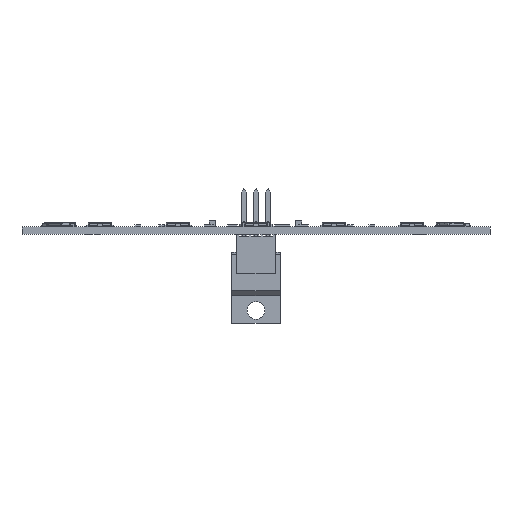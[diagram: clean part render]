
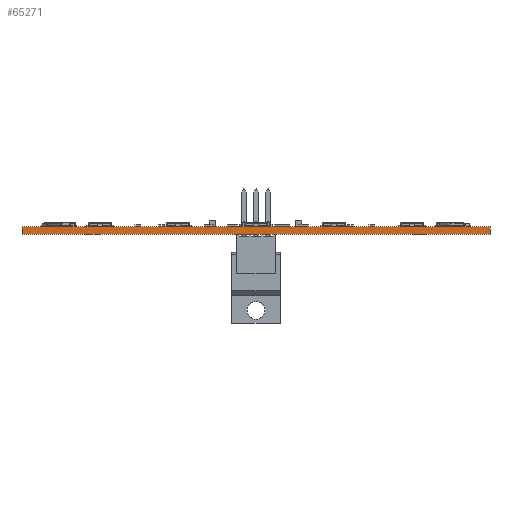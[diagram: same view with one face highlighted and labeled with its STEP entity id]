
A CAD part, front view. The second image highlights one B-rep face of the part: STEP entity #65271.
In plain terms, the highlighted planar face has unit normal (0, -1, 0).
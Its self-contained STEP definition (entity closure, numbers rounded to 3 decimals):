
#65090 = PLANE('',#65091);
#65091 = AXIS2_PLACEMENT_3D('',#65092,#65093,#65094);
#65092 = CARTESIAN_POINT('',(303.,-92.,0.));
#65093 = DIRECTION('',(1.,0.,-0.));
#65094 = DIRECTION('',(0.,-1.,0.));
#65115 = VERTEX_POINT('',#65116);
#65116 = CARTESIAN_POINT('',(303.,-191.,1.6));
#65130 = PLANE('',#65131);
#65131 = AXIS2_PLACEMENT_3D('',#65132,#65133,#65134);
#65132 = CARTESIAN_POINT('',(253.5,-141.5,1.6));
#65133 = DIRECTION('',(-0.,-0.,-1.));
#65134 = DIRECTION('',(-1.,0.,0.));
#65142 = EDGE_CURVE('',#65143,#65115,#65145,.T.);
#65143 = VERTEX_POINT('',#65144);
#65144 = CARTESIAN_POINT('',(303.,-191.,0.));
#65145 = SURFACE_CURVE('',#65146,(#65150,#65157),.PCURVE_S1.);
#65146 = LINE('',#65147,#65148);
#65147 = CARTESIAN_POINT('',(303.,-191.,0.));
#65148 = VECTOR('',#65149,1.);
#65149 = DIRECTION('',(0.,0.,1.));
#65150 = PCURVE('',#65090,#65151);
#65151 = DEFINITIONAL_REPRESENTATION('',(#65152),#65156);
#65152 = LINE('',#65153,#65154);
#65153 = CARTESIAN_POINT('',(99.,0.));
#65154 = VECTOR('',#65155,1.);
#65155 = DIRECTION('',(0.,-1.));
#65156 = ( GEOMETRIC_REPRESENTATION_CONTEXT(2) 
PARAMETRIC_REPRESENTATION_CONTEXT() REPRESENTATION_CONTEXT('2D SPACE',''
  ) );
#65157 = PCURVE('',#65158,#65163);
#65158 = PLANE('',#65159);
#65159 = AXIS2_PLACEMENT_3D('',#65160,#65161,#65162);
#65160 = CARTESIAN_POINT('',(303.,-191.,0.));
#65161 = DIRECTION('',(0.,-1.,0.));
#65162 = DIRECTION('',(-1.,0.,0.));
#65163 = DEFINITIONAL_REPRESENTATION('',(#65164),#65168);
#65164 = LINE('',#65165,#65166);
#65165 = CARTESIAN_POINT('',(0.,-0.));
#65166 = VECTOR('',#65167,1.);
#65167 = DIRECTION('',(0.,-1.));
#65168 = ( GEOMETRIC_REPRESENTATION_CONTEXT(2) 
PARAMETRIC_REPRESENTATION_CONTEXT() REPRESENTATION_CONTEXT('2D SPACE',''
  ) );
#65184 = PLANE('',#65185);
#65185 = AXIS2_PLACEMENT_3D('',#65186,#65187,#65188);
#65186 = CARTESIAN_POINT('',(253.5,-141.5,0.));
#65187 = DIRECTION('',(-0.,-0.,-1.));
#65188 = DIRECTION('',(-1.,0.,0.));
#65217 = PLANE('',#65218);
#65218 = AXIS2_PLACEMENT_3D('',#65219,#65220,#65221);
#65219 = CARTESIAN_POINT('',(204.,-191.,0.));
#65220 = DIRECTION('',(-1.,0.,0.));
#65221 = DIRECTION('',(0.,1.,0.));
#65271 = ADVANCED_FACE('',(#65272),#65158,.T.);
#65272 = FACE_BOUND('',#65273,.T.);
#65273 = EDGE_LOOP('',(#65274,#65275,#65298,#65321));
#65274 = ORIENTED_EDGE('',*,*,#65142,.T.);
#65275 = ORIENTED_EDGE('',*,*,#65276,.T.);
#65276 = EDGE_CURVE('',#65115,#65277,#65279,.T.);
#65277 = VERTEX_POINT('',#65278);
#65278 = CARTESIAN_POINT('',(204.,-191.,1.6));
#65279 = SURFACE_CURVE('',#65280,(#65284,#65291),.PCURVE_S1.);
#65280 = LINE('',#65281,#65282);
#65281 = CARTESIAN_POINT('',(303.,-191.,1.6));
#65282 = VECTOR('',#65283,1.);
#65283 = DIRECTION('',(-1.,0.,0.));
#65284 = PCURVE('',#65158,#65285);
#65285 = DEFINITIONAL_REPRESENTATION('',(#65286),#65290);
#65286 = LINE('',#65287,#65288);
#65287 = CARTESIAN_POINT('',(0.,-1.6));
#65288 = VECTOR('',#65289,1.);
#65289 = DIRECTION('',(1.,0.));
#65290 = ( GEOMETRIC_REPRESENTATION_CONTEXT(2) 
PARAMETRIC_REPRESENTATION_CONTEXT() REPRESENTATION_CONTEXT('2D SPACE',''
  ) );
#65291 = PCURVE('',#65130,#65292);
#65292 = DEFINITIONAL_REPRESENTATION('',(#65293),#65297);
#65293 = LINE('',#65294,#65295);
#65294 = CARTESIAN_POINT('',(-49.5,-49.5));
#65295 = VECTOR('',#65296,1.);
#65296 = DIRECTION('',(1.,0.));
#65297 = ( GEOMETRIC_REPRESENTATION_CONTEXT(2) 
PARAMETRIC_REPRESENTATION_CONTEXT() REPRESENTATION_CONTEXT('2D SPACE',''
  ) );
#65298 = ORIENTED_EDGE('',*,*,#65299,.F.);
#65299 = EDGE_CURVE('',#65300,#65277,#65302,.T.);
#65300 = VERTEX_POINT('',#65301);
#65301 = CARTESIAN_POINT('',(204.,-191.,0.));
#65302 = SURFACE_CURVE('',#65303,(#65307,#65314),.PCURVE_S1.);
#65303 = LINE('',#65304,#65305);
#65304 = CARTESIAN_POINT('',(204.,-191.,0.));
#65305 = VECTOR('',#65306,1.);
#65306 = DIRECTION('',(0.,0.,1.));
#65307 = PCURVE('',#65158,#65308);
#65308 = DEFINITIONAL_REPRESENTATION('',(#65309),#65313);
#65309 = LINE('',#65310,#65311);
#65310 = CARTESIAN_POINT('',(99.,0.));
#65311 = VECTOR('',#65312,1.);
#65312 = DIRECTION('',(0.,-1.));
#65313 = ( GEOMETRIC_REPRESENTATION_CONTEXT(2) 
PARAMETRIC_REPRESENTATION_CONTEXT() REPRESENTATION_CONTEXT('2D SPACE',''
  ) );
#65314 = PCURVE('',#65217,#65315);
#65315 = DEFINITIONAL_REPRESENTATION('',(#65316),#65320);
#65316 = LINE('',#65317,#65318);
#65317 = CARTESIAN_POINT('',(0.,0.));
#65318 = VECTOR('',#65319,1.);
#65319 = DIRECTION('',(0.,-1.));
#65320 = ( GEOMETRIC_REPRESENTATION_CONTEXT(2) 
PARAMETRIC_REPRESENTATION_CONTEXT() REPRESENTATION_CONTEXT('2D SPACE',''
  ) );
#65321 = ORIENTED_EDGE('',*,*,#65322,.F.);
#65322 = EDGE_CURVE('',#65143,#65300,#65323,.T.);
#65323 = SURFACE_CURVE('',#65324,(#65328,#65335),.PCURVE_S1.);
#65324 = LINE('',#65325,#65326);
#65325 = CARTESIAN_POINT('',(303.,-191.,0.));
#65326 = VECTOR('',#65327,1.);
#65327 = DIRECTION('',(-1.,0.,0.));
#65328 = PCURVE('',#65158,#65329);
#65329 = DEFINITIONAL_REPRESENTATION('',(#65330),#65334);
#65330 = LINE('',#65331,#65332);
#65331 = CARTESIAN_POINT('',(0.,-0.));
#65332 = VECTOR('',#65333,1.);
#65333 = DIRECTION('',(1.,0.));
#65334 = ( GEOMETRIC_REPRESENTATION_CONTEXT(2) 
PARAMETRIC_REPRESENTATION_CONTEXT() REPRESENTATION_CONTEXT('2D SPACE',''
  ) );
#65335 = PCURVE('',#65184,#65336);
#65336 = DEFINITIONAL_REPRESENTATION('',(#65337),#65341);
#65337 = LINE('',#65338,#65339);
#65338 = CARTESIAN_POINT('',(-49.5,-49.5));
#65339 = VECTOR('',#65340,1.);
#65340 = DIRECTION('',(1.,0.));
#65341 = ( GEOMETRIC_REPRESENTATION_CONTEXT(2) 
PARAMETRIC_REPRESENTATION_CONTEXT() REPRESENTATION_CONTEXT('2D SPACE',''
  ) );
